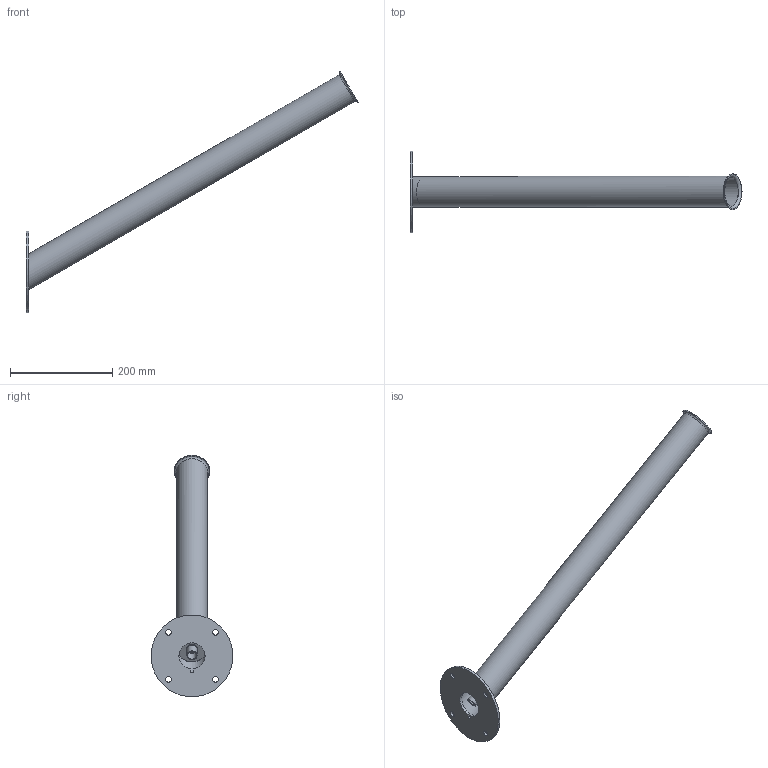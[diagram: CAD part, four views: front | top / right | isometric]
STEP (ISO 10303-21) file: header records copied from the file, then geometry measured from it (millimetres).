
FILE_DESCRIPTION(/* description */ (''),/* implementation_level */ '2;1');
FILE_NAME(/* name */ '29.963.stp',/* time_stamp */ '2019-03-07T07:56:56+01:00',/* author */ ('d.raschle'),/* organization */ (''),/* preprocessor_version */ 'ST-DEVELOPER v16.1',/* originating_system */ 'Autodesk Inventor 2016',/* authorisation */ '');
FILE_SCHEMA (('AUTOMOTIVE_DESIGN { 1 0 10303 214 3 1 1 }'));
Length unit declared in the file: millimetre
Products named in the file (1): Bauteil10
Bounding box: 648.28 x 159.39 x 471.3 mm (x, y, z)
Volume: 308145 mm3; surface area: 319423 mm2
Topology: 2 solids, 2 shells, 39 faces, 81 edges, 53 vertices
Faces by surface type: plane 20, cylinder 15, torus 2, cone 1, bspline 1
Full cylindrical faces by diameter (mm): 11 x4, 17 x1, 20 x2, 20.1 x1, 57.1 x2, 60.3 x1, 70 x1, 160 x1
Entity records: 1125 total; most frequent: CARTESIAN_POINT 282, DIRECTION 172, ORIENTED_EDGE 124, AXIS2_PLACEMENT_3D 74, EDGE_LOOP 73, EDGE_CURVE 61, VERTEX_POINT 49, FACE_OUTER_BOUND 39
